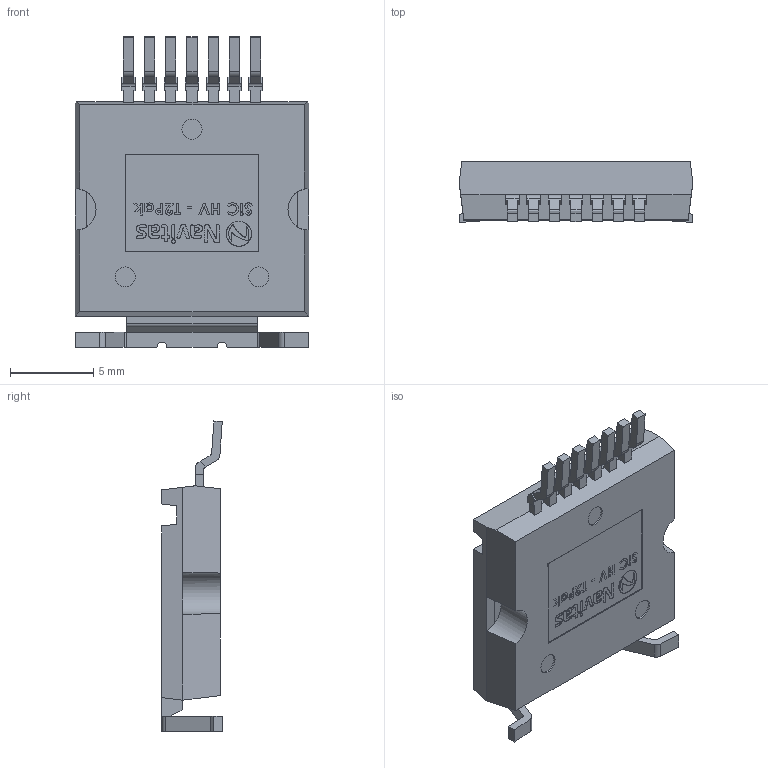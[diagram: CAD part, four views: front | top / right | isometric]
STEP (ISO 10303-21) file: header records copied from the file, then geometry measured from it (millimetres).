
FILE_DESCRIPTION (( 'STEP AP214' ), '1' );
FILE_NAME ('HVT2PAK_LOGO.STEP', '2025-04-14T14:13:47', ( '' ), ( '' ), 'SwSTEP 2.0', 'SolidWorks 2023', '' );
FILE_SCHEMA (( 'AUTOMOTIVE_DESIGN' ));
Length unit declared in the file: millimetre
Products named in the file (9): NAVITAS_LOGO; T2PAK_0407_ASM_5_ASM_3_ASM; HVT2PAK_LOGO; LEADFRAME_6_3_2; EXPOSED-PAD_4_2; LEADFRAME_6_ASM_2_ASM; MOLD-COMPOUND_6_2; LEADFRAME_6_2_2; LEADFRAME_6_1_2
Assembly tree (8 placements, depth 4):
  HVT2PAK_LOGO
    T2PAK_0407_ASM_5_ASM_3_ASM
      MOLD-COMPOUND_6_2
      EXPOSED-PAD_4_2
      LEADFRAME_6_ASM_2_ASM
        LEADFRAME_6_1_2
        LEADFRAME_6_2_2
        LEADFRAME_6_3_2
    NAVITAS_LOGO
Bounding box: 14 x 3.62 x 18.58 mm (x, y, z)
Volume: 607.6 mm3; surface area: 1244.8 mm2
Topology: 26 solids, 26 shells, 1654 faces, 4755 edges, 3154 vertices
Faces by surface type: cylinder 899, plane 709, bspline 46
Entity records: 65997 total; most frequent: CARTESIAN_POINT 12511, DIRECTION 9595, ORIENTED_EDGE 9510, EDGE_CURVE 4755, AXIS2_PLACEMENT_3D 3376, VERTEX_POINT 3154, LINE 2843, VECTOR 2843
